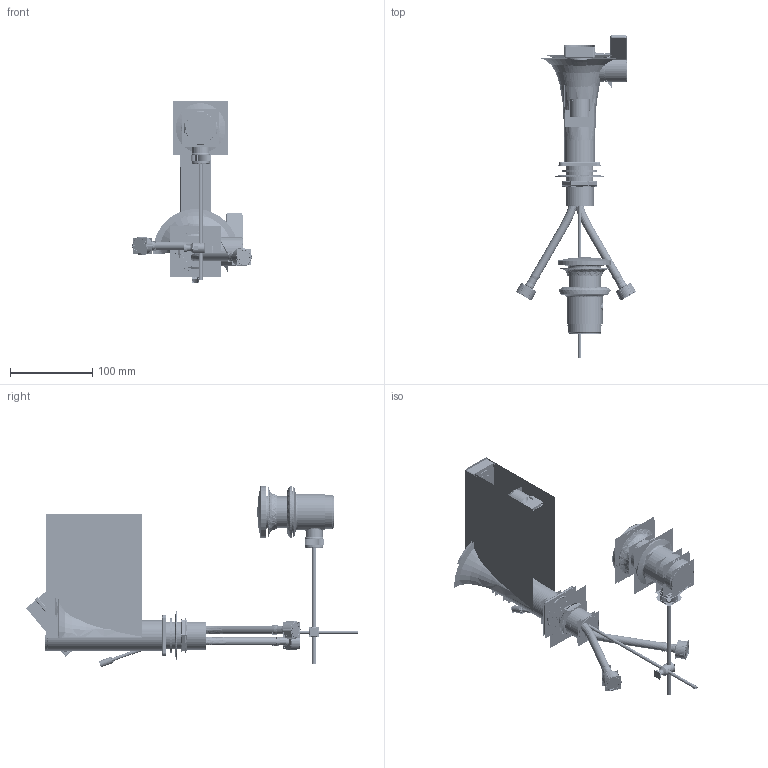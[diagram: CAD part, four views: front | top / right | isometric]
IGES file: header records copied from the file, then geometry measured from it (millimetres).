
Start section:  PTC IGES file: iges_ro075cr_asm.igs
Global section: file name: iges_ro075cr_asm.igs; native system: Creo Parametric by PTC Inc.; preprocessor: 2017260; author: SYSTEM; organization: Unknown; date: 20180405.140045; units: millimetre
Bounding box: 145.8 x 403.05 x 221.91 mm (x, y, z)
Surface area: 814335 mm2 (no closed solid volume)
Topology: 0 solids, 0 shells, 5557 faces, 74357 edges, 97570 vertices
Faces by surface type: revolution 3467, bspline 2090
